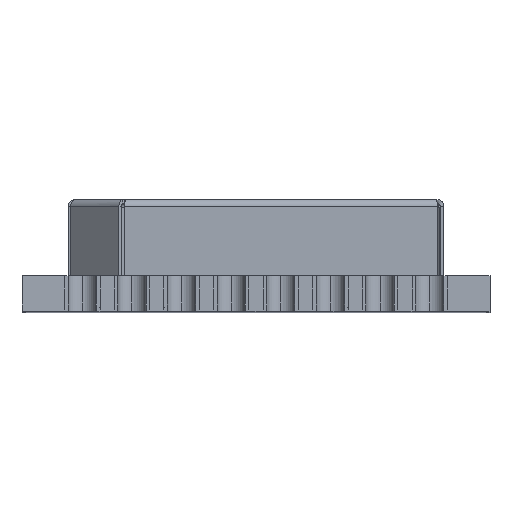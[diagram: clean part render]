
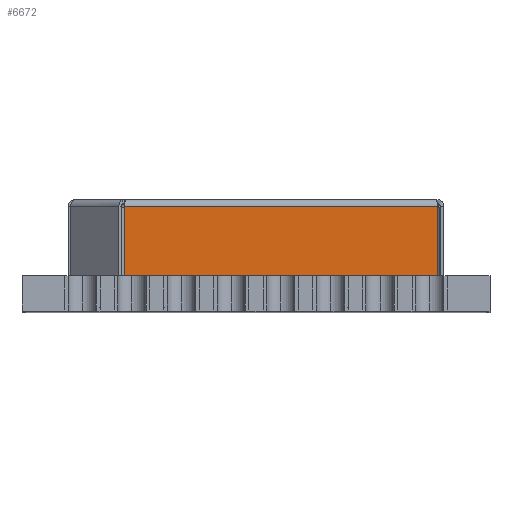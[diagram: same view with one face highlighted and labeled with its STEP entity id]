
A CAD part, top view. The second image highlights one B-rep face of the part: STEP entity #6672.
In plain terms, the highlighted planar face has unit normal (0, 0, 1).
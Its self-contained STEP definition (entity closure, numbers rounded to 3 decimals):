
#363 = VERTEX_POINT ( 'NONE', #1855 ) ;
#1305 = CARTESIAN_POINT ( 'NONE',  ( -3.704, 2.95, 10.3 ) ) ;
#1530 = VERTEX_POINT ( 'NONE', #1305 ) ;
#1855 = CARTESIAN_POINT ( 'NONE',  ( -3.704, 1., 10.3 ) ) ;
#1972 = DIRECTION ( 'NONE',  ( -1., 0., 0. ) ) ;
#2078 = LINE ( 'NONE', #9059, #13823 ) ;
#3244 = CARTESIAN_POINT ( 'NONE',  ( -3.704, 3.05, 10.3 ) ) ;
#3845 = FACE_OUTER_BOUND ( 'NONE', #9542, .T. ) ;
#3993 = LINE ( 'NONE', #6404, #10403 ) ;
#4109 = DIRECTION ( 'NONE',  ( 0., 0., 1. ) ) ;
#4466 = ORIENTED_EDGE ( 'NONE', *, *, #4837, .F. ) ;
#4800 = VERTEX_POINT ( 'NONE', #9656 ) ;
#4837 = EDGE_CURVE ( 'NONE', #4800, #363, #10299, .T. ) ;
#5240 = CARTESIAN_POINT ( 'NONE',  ( -3.8, 1., 10.3 ) ) ;
#5530 = LINE ( 'NONE', #3244, #11072 ) ;
#6404 = CARTESIAN_POINT ( 'NONE',  ( 0., 2.95, 10.3 ) ) ;
#6479 = DIRECTION ( 'NONE',  ( 0., 1., 0. ) ) ;
#6672 = ADVANCED_FACE ( 'NONE', ( #3845 ), #14163, .T. ) ;
#6727 = ORIENTED_EDGE ( 'NONE', *, *, #7194, .T. ) ;
#7194 = EDGE_CURVE ( 'NONE', #12314, #1530, #3993, .T. ) ;
#7763 = ORIENTED_EDGE ( 'NONE', *, *, #11864, .F. ) ;
#9059 = CARTESIAN_POINT ( 'NONE',  ( 5.129, 0., 10.3 ) ) ;
#9486 = ORIENTED_EDGE ( 'NONE', *, *, #12026, .T. ) ;
#9542 = EDGE_LOOP ( 'NONE', ( #6727, #7763, #4466, #9486 ) ) ;
#9656 = CARTESIAN_POINT ( 'NONE',  ( 5.129, 1., 10.3 ) ) ;
#10299 = LINE ( 'NONE', #5240, #14076 ) ;
#10403 = VECTOR ( 'NONE', #1972, 1000. ) ;
#11072 = VECTOR ( 'NONE', #6479, 1000. ) ;
#11099 = CARTESIAN_POINT ( 'NONE',  ( 5.129, 2.95, 10.3 ) ) ;
#11326 = AXIS2_PLACEMENT_3D ( 'NONE', #11792, #4109, #12891 ) ;
#11720 = DIRECTION ( 'NONE',  ( 0., 1., 0. ) ) ;
#11792 = CARTESIAN_POINT ( 'NONE',  ( 0., 0., 10.3 ) ) ;
#11864 = EDGE_CURVE ( 'NONE', #363, #1530, #5530, .T. ) ;
#12026 = EDGE_CURVE ( 'NONE', #4800, #12314, #2078, .T. ) ;
#12314 = VERTEX_POINT ( 'NONE', #11099 ) ;
#12891 = DIRECTION ( 'NONE',  ( 0., -1., 0. ) ) ;
#13823 = VECTOR ( 'NONE', #11720, 1000. ) ;
#13991 = DIRECTION ( 'NONE',  ( -1., 0., 0. ) ) ;
#14076 = VECTOR ( 'NONE', #13991, 1000. ) ;
#14163 = PLANE ( 'NONE',  #11326 ) ;
